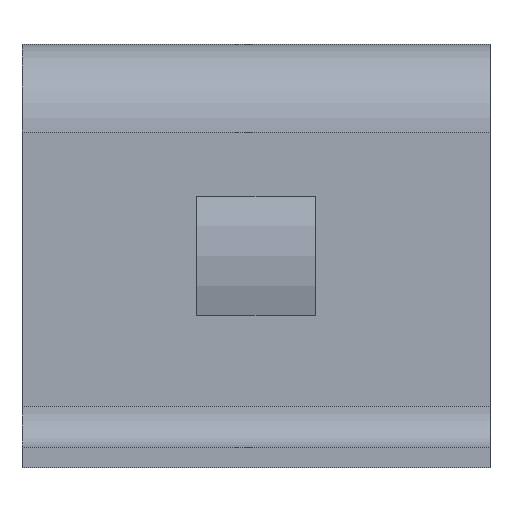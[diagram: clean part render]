
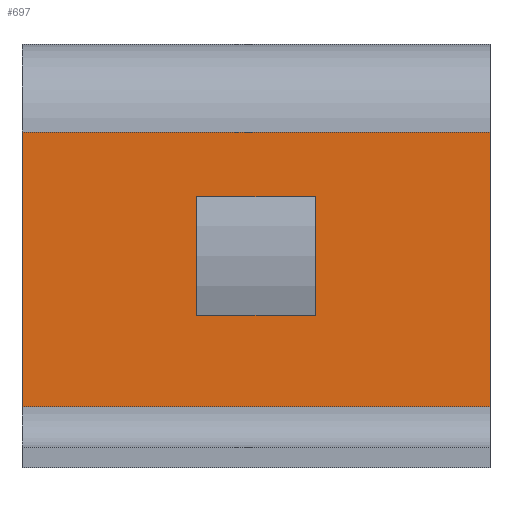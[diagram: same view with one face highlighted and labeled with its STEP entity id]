
A CAD part, front view. The second image highlights one B-rep face of the part: STEP entity #697.
In plain terms, the highlighted planar face has unit normal (0, -1, 0).
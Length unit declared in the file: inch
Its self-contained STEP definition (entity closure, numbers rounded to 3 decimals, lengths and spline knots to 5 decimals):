
#40=FACE_BOUND('',#93,.T.);
#46=FACE_OUTER_BOUND('',#92,.T.);
#92=EDGE_LOOP('',(#476,#477,#478,#479));
#93=EDGE_LOOP('',(#480,#481,#482,#483));
#138=LINE('',#1061,#206);
#142=LINE('',#1070,#210);
#146=LINE('',#1077,#214);
#147=LINE('',#1078,#215);
#148=LINE('',#1081,#216);
#149=LINE('',#1083,#217);
#150=LINE('',#1085,#218);
#151=LINE('',#1086,#219);
#206=VECTOR('',#847,39.37008);
#210=VECTOR('',#853,39.37008);
#214=VECTOR('',#859,39.37008);
#215=VECTOR('',#860,39.37008);
#216=VECTOR('',#861,39.37008);
#217=VECTOR('',#862,39.37008);
#218=VECTOR('',#863,39.37008);
#219=VECTOR('',#864,39.37008);
#306=VERTEX_POINT('',#1059);
#307=VERTEX_POINT('',#1060);
#310=VERTEX_POINT('',#1068);
#311=VERTEX_POINT('',#1069);
#314=VERTEX_POINT('',#1079);
#315=VERTEX_POINT('',#1080);
#316=VERTEX_POINT('',#1082);
#317=VERTEX_POINT('',#1084);
#366=EDGE_CURVE('',#306,#307,#138,.T.);
#370=EDGE_CURVE('',#310,#311,#142,.T.);
#374=EDGE_CURVE('',#310,#306,#146,.T.);
#375=EDGE_CURVE('',#311,#307,#147,.T.);
#376=EDGE_CURVE('',#314,#315,#148,.T.);
#377=EDGE_CURVE('',#315,#316,#149,.T.);
#378=EDGE_CURVE('',#316,#317,#150,.T.);
#379=EDGE_CURVE('',#317,#314,#151,.T.);
#476=ORIENTED_EDGE('',*,*,#366,.F.);
#477=ORIENTED_EDGE('',*,*,#374,.F.);
#478=ORIENTED_EDGE('',*,*,#370,.T.);
#479=ORIENTED_EDGE('',*,*,#375,.T.);
#480=ORIENTED_EDGE('',*,*,#376,.T.);
#481=ORIENTED_EDGE('',*,*,#377,.T.);
#482=ORIENTED_EDGE('',*,*,#378,.T.);
#483=ORIENTED_EDGE('',*,*,#379,.T.);
#668=PLANE('',#763);
#697=ADVANCED_FACE('',(#46,#40),#668,.T.);
#763=AXIS2_PLACEMENT_3D('',#1076,#857,#858);
#847=DIRECTION('',(0.,0.,1.));
#853=DIRECTION('',(0.,0.,1.));
#857=DIRECTION('center_axis',(0.,-1.,0.));
#858=DIRECTION('ref_axis',(0.,0.,-1.));
#859=DIRECTION('',(-1.,0.,0.));
#860=DIRECTION('',(-1.,0.,0.));
#861=DIRECTION('',(0.,0.,1.));
#862=DIRECTION('',(1.,0.,0.));
#863=DIRECTION('',(0.,0.,-1.));
#864=DIRECTION('',(-1.,0.,0.));
#1059=CARTESIAN_POINT('',(-0.069,0.0715,0.018));
#1060=CARTESIAN_POINT('',(-0.069,0.0715,0.099));
#1061=CARTESIAN_POINT('',(-0.069,0.0715,0.018));
#1068=CARTESIAN_POINT('',(0.069,0.0715,0.018));
#1069=CARTESIAN_POINT('',(0.069,0.0715,0.099));
#1070=CARTESIAN_POINT('',(0.069,0.0715,0.018));
#1076=CARTESIAN_POINT('Origin',(0.069,0.0715,0.018));
#1077=CARTESIAN_POINT('',(0.069,0.0715,0.018));
#1078=CARTESIAN_POINT('',(0.069,0.0715,0.099));
#1079=CARTESIAN_POINT('',(-0.0175,0.0715,0.045));
#1080=CARTESIAN_POINT('',(-0.0175,0.0715,0.08));
#1081=CARTESIAN_POINT('',(-0.0175,0.0715,0.045));
#1082=CARTESIAN_POINT('',(0.0175,0.0715,0.08));
#1083=CARTESIAN_POINT('',(0.0175,0.0715,0.08));
#1084=CARTESIAN_POINT('',(0.0175,0.0715,0.045));
#1085=CARTESIAN_POINT('',(0.0175,0.0715,0.045));
#1086=CARTESIAN_POINT('',(-0.0175,0.0715,0.045));
